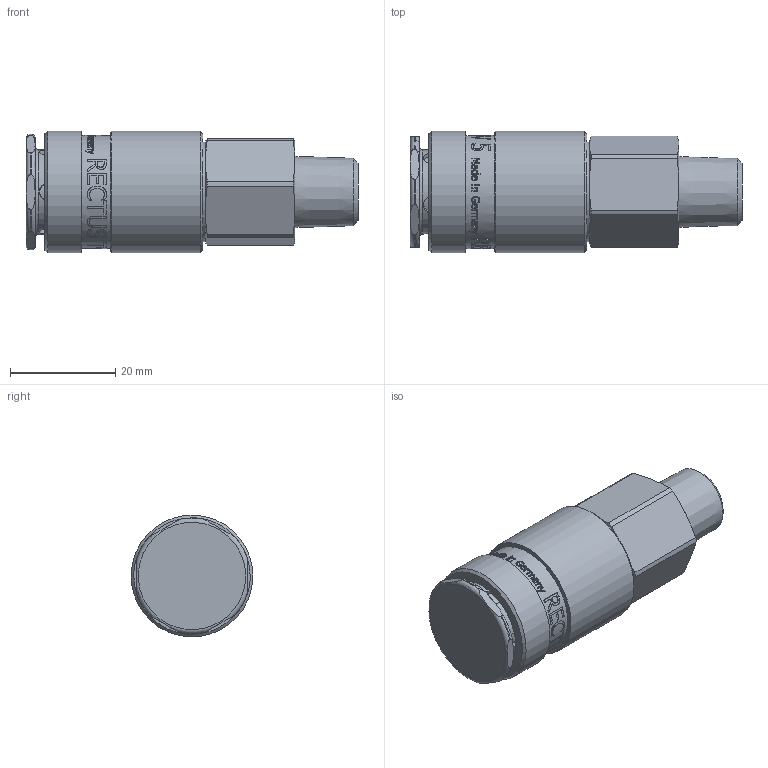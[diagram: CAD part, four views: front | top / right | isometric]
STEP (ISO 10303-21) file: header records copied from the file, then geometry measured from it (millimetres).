
FILE_DESCRIPTION((''),'2;1');
FILE_NAME('17kaak13spn.stp','2013-11-04T13:01:26',('IA176480'),(''),'Autodesk Inventor 2013','Autodesk Inventor 2013','');
FILE_SCHEMA(('AUTOMOTIVE_DESIGN { 1 0 10303 214 1 1 1 1 }'));
Length unit declared in the file: millimetre
Products named in the file (1): D108262
Bounding box: 63.1 x 23.12 x 23.12 mm (x, y, z)
Volume: 19489 mm3; surface area: 9103 mm2
Topology: 2 solids, 3 shells, 525 faces, 1409 edges, 935 vertices
Faces by surface type: bspline 219, plane 214, cylinder 67, cone 21, torus 4
Full cylindrical faces by diameter (mm): 14.516 x1, 15 x1, 15.1 x1, 15.3 x1, 15.459 x1, 16 x1, 16.15 x1, 18.55 x1, 18.95 x1, 19.25 x1, 21.5 x1, 23.15 x2
Entity records: 72182 total; most frequent: CARTESIAN_POINT 61007, ORIENTED_EDGE 2718, DIRECTION 1478, EDGE_CURVE 1359, VERTEX_POINT 919, B_SPLINE_CURVE_WITH_KNOTS 641, EDGE_LOOP 608, VECTOR 536
